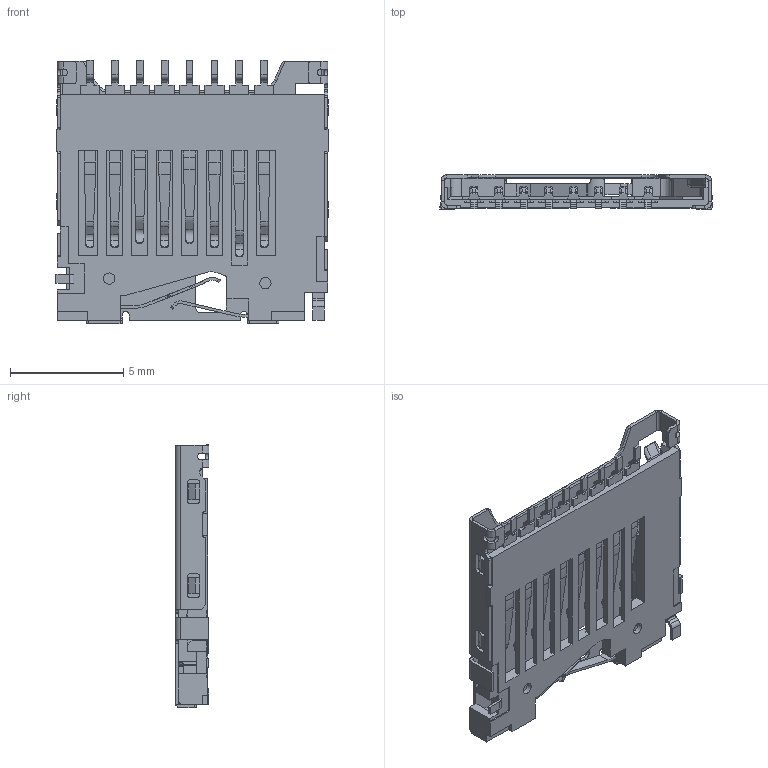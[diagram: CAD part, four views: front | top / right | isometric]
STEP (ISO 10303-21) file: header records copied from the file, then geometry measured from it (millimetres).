
FILE_DESCRIPTION(('CAx-IF Rec.Pracs.---Model Styling and Organization---1.5---2016-08-15','CAx-IF Rec.Pracs.---Geometric and Assembly Validation Properties---4.4---2016-08-17','CAx-IF Rec.Pracs.---User Defined Attributes---1.5---2016-08-15','CAx-IF Rec.Pracs.---External References---2.1---2005-01-19'),'2;1');
FILE_NAME('1545455.step','2023-01-31T04:30:11',('Unspecified'),('Unspecified'),'CAD Exchanger 3.8.1 (cadexchanger.com)','Unspecified','');
FILE_SCHEMA(('AUTOMOTIVE_DESIGN { 1 0 10303 214 1 1 1 1 }'));
Length unit declared in the file: millimetre
Products named in the file (1): SHELL-12-17_3
Bounding box: 12.02 x 1.5 x 11.65 mm (x, y, z)
Volume: 64.8 mm3; surface area: 563.6 mm2
Topology: 1 solids, 2 shells, 973 faces, 2726 edges, 1735 vertices
Faces by surface type: plane 604, cylinder 309, torus 32, bspline 24, cone 2, extrusion 2
Entity records: 31817 total; most frequent: CARTESIAN_POINT 6320, ORIENTED_EDGE 5452, DIRECTION 5234, EDGE_CURVE 2726, VECTOR 1978, LINE 1976, VERTEX_POINT 1735, AXIS2_PLACEMENT_3D 1628
